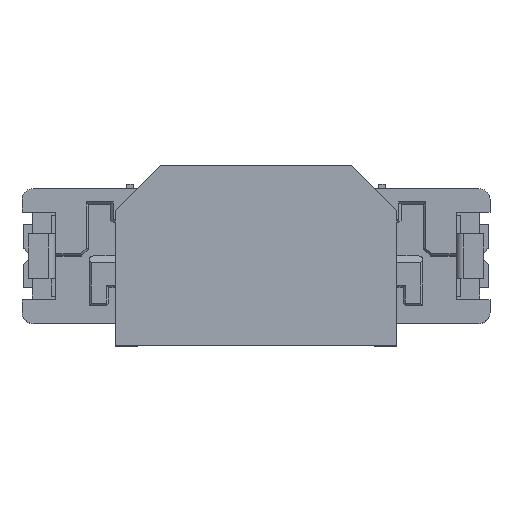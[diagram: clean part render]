
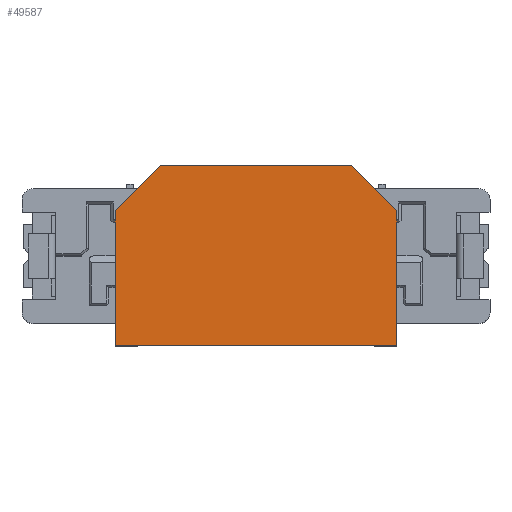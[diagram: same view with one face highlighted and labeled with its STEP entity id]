
A CAD part, top view. The second image highlights one B-rep face of the part: STEP entity #49587.
In plain terms, the highlighted planar face has unit normal (0, 0, 1).
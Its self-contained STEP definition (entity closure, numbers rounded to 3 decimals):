
#48957=CARTESIAN_POINT('',(-6.25,-4.,5.6));
#48958=VERTEX_POINT('',#48957);
#48965=CARTESIAN_POINT('',(-6.25,2.,5.6));
#48966=VERTEX_POINT('',#48965);
#48967=CARTESIAN_POINT('',(-6.25,2.,5.6));
#48968=DIRECTION('',(0.,-1.,0.));
#48969=VECTOR('',#48968,6.);
#48970=LINE('',#48967,#48969);
#48971=EDGE_CURVE('',#48966,#48958,#48970,.T.);
#49064=CARTESIAN_POINT('',(6.25,2.,5.6));
#49065=VERTEX_POINT('',#49064);
#49072=CARTESIAN_POINT('',(6.25,-4.,5.6));
#49073=VERTEX_POINT('',#49072);
#49074=CARTESIAN_POINT('',(6.25,-4.,5.6));
#49075=DIRECTION('',(0.,1.,0.));
#49076=VECTOR('',#49075,6.);
#49077=LINE('',#49074,#49076);
#49078=EDGE_CURVE('',#49073,#49065,#49077,.T.);
#49307=CARTESIAN_POINT('',(-4.25,4.,5.6));
#49308=VERTEX_POINT('',#49307);
#49309=CARTESIAN_POINT('',(-4.25,4.,5.6));
#49310=DIRECTION('',(-0.707,-0.707,0.));
#49311=VECTOR('',#49310,2.828);
#49312=LINE('',#49309,#49311);
#49313=EDGE_CURVE('',#49308,#48966,#49312,.T.);
#49331=CARTESIAN_POINT('',(4.25,4.,5.6));
#49332=VERTEX_POINT('',#49331);
#49339=CARTESIAN_POINT('',(6.25,2.,5.6));
#49340=DIRECTION('',(-0.707,0.707,0.));
#49341=VECTOR('',#49340,2.828);
#49342=LINE('',#49339,#49341);
#49343=EDGE_CURVE('',#49065,#49332,#49342,.T.);
#49357=CARTESIAN_POINT('',(4.25,4.,5.6));
#49358=DIRECTION('',(-1.,0.,0.));
#49359=VECTOR('',#49358,8.5);
#49360=LINE('',#49357,#49359);
#49361=EDGE_CURVE('',#49332,#49308,#49360,.T.);
#49549=CARTESIAN_POINT('',(-6.25,-4.,5.6));
#49550=DIRECTION('',(1.,0.,0.));
#49551=VECTOR('',#49550,12.5);
#49552=LINE('',#49549,#49551);
#49553=EDGE_CURVE('',#48958,#49073,#49552,.T.);
#49574=CARTESIAN_POINT('',(0.,0.,5.6));
#49575=DIRECTION('',(-1.,0.,0.));
#49576=DIRECTION('',(0.,0.,1.));
#49577=AXIS2_PLACEMENT_3D('',#49574,#49576,#49575);
#49578=PLANE('',#49577);
#49579=ORIENTED_EDGE('',*,*,#49343,.T.);
#49580=ORIENTED_EDGE('',*,*,#49361,.T.);
#49581=ORIENTED_EDGE('',*,*,#49313,.T.);
#49582=ORIENTED_EDGE('',*,*,#48971,.T.);
#49583=ORIENTED_EDGE('',*,*,#49553,.T.);
#49584=ORIENTED_EDGE('',*,*,#49078,.T.);
#49585=EDGE_LOOP('',(#49579,#49580,#49581,#49582,#49583,#49584));
#49586=FACE_OUTER_BOUND('',#49585,.T.);
#49587=ADVANCED_FACE('',(#49586),#49578,.T.);
